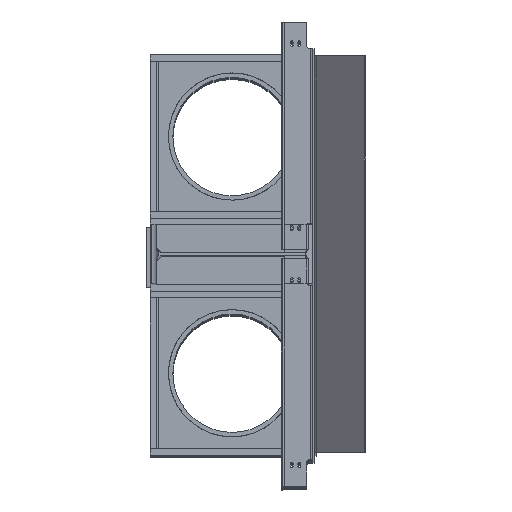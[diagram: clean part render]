
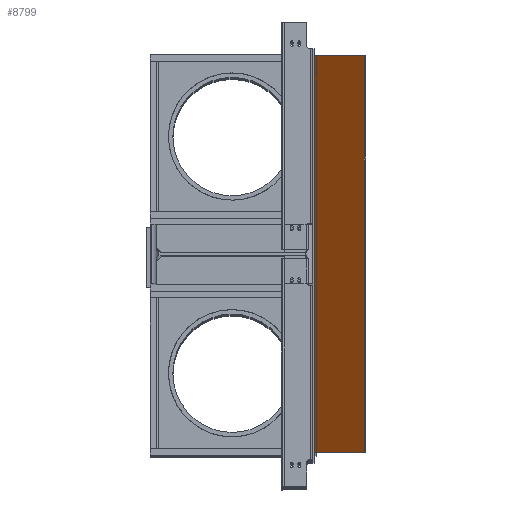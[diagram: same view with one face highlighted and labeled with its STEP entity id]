
A CAD part, top view. The second image highlights one B-rep face of the part: STEP entity #8799.
In plain terms, the highlighted face is planar.
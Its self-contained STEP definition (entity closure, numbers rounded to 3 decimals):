
#8763=AXIS2_PLACEMENT_3D('Plane Axis2P3D',#8760,#8761,#8762) ;
#8760=CARTESIAN_POINT('Axis2P3D Location',(0.,0.,15286.971)) ;
#8765=CARTESIAN_POINT('Line Origine',(-168.515,1340.,15455.485)) ;
#8769=CARTESIAN_POINT('Vertex',(0.,1340.,15286.971)) ;
#8771=CARTESIAN_POINT('Vertex',(-337.029,1340.,15624.)) ;
#8774=CARTESIAN_POINT('Line Origine',(-337.029,0.,15624.)) ;
#8778=CARTESIAN_POINT('Vertex',(-337.029,-1340.,15624.)) ;
#8781=CARTESIAN_POINT('Line Origine',(-168.515,-1340.,15455.485)) ;
#8785=CARTESIAN_POINT('Vertex',(0.,-1340.,15286.971)) ;
#8788=CARTESIAN_POINT('Line Origine',(0.,0.,15286.971)) ;
#8761=DIRECTION('Axis2P3D Direction',(-0.707,0.,-0.707)) ;
#8762=DIRECTION('Axis2P3D XDirection',(-0.707,0.,0.707)) ;
#8766=DIRECTION('Vector Direction',(-0.707,0.,0.707)) ;
#8775=DIRECTION('Vector Direction',(0.,1.,0.)) ;
#8782=DIRECTION('Vector Direction',(-0.707,0.,0.707)) ;
#8789=DIRECTION('Vector Direction',(0.,1.,0.)) ;
#8767=VECTOR('Line Direction',#8766,1.) ;
#8776=VECTOR('Line Direction',#8775,1.) ;
#8783=VECTOR('Line Direction',#8782,1.) ;
#8790=VECTOR('Line Direction',#8789,1.) ;
#8794=ORIENTED_EDGE('',*,*,#8773,.T.) ;
#8795=ORIENTED_EDGE('',*,*,#8780,.F.) ;
#8796=ORIENTED_EDGE('',*,*,#8787,.F.) ;
#8797=ORIENTED_EDGE('',*,*,#8792,.T.) ;
#8799=ADVANCED_FACE('PartBody',(#8798),#8764,.F.) ;
#8773=EDGE_CURVE('',#8770,#8772,#8768,.T.) ;
#8780=EDGE_CURVE('',#8779,#8772,#8777,.T.) ;
#8787=EDGE_CURVE('',#8786,#8779,#8784,.T.) ;
#8792=EDGE_CURVE('',#8786,#8770,#8791,.T.) ;
#8793=EDGE_LOOP('',(#8794,#8795,#8796,#8797)) ;
#8798=FACE_OUTER_BOUND('',#8793,.T.) ;
#8768=LINE('Line',#8765,#8767) ;
#8777=LINE('Line',#8774,#8776) ;
#8784=LINE('Line',#8781,#8783) ;
#8791=LINE('Line',#8788,#8790) ;
#8764=PLANE('',#8763) ;
#8770=VERTEX_POINT('',#8769) ;
#8772=VERTEX_POINT('',#8771) ;
#8779=VERTEX_POINT('',#8778) ;
#8786=VERTEX_POINT('',#8785) ;
